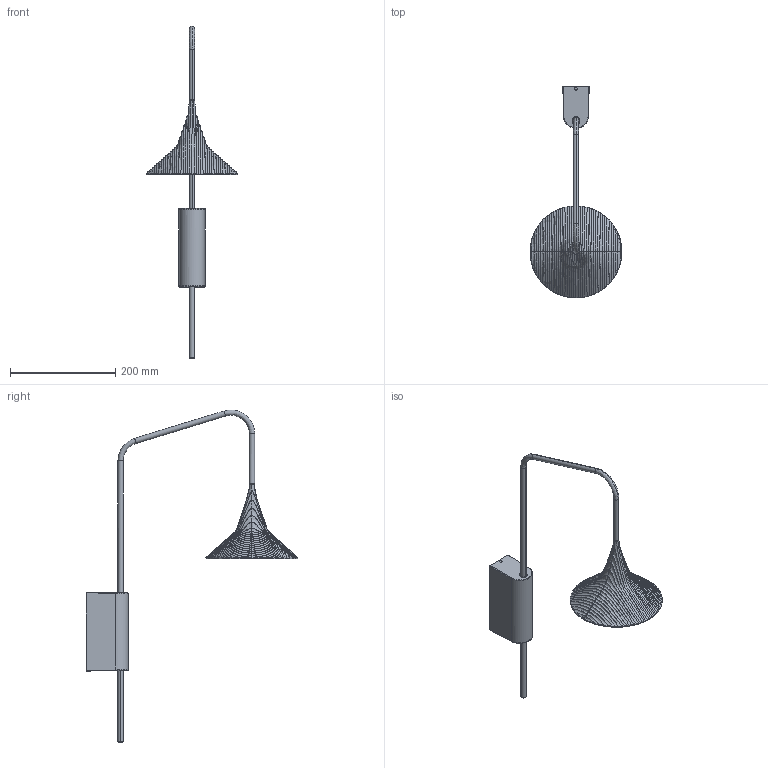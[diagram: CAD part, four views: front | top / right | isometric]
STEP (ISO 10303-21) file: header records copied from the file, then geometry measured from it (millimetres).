
FILE_DESCRIPTION(/* description */ (''),/* implementation_level */ '2;1');
FILE_NAME(/* name */ 'Unterlinden Wall',/* time_stamp */ '2024-07-05T15:06:35+02:00',/* author */ (''),/* organization */ (''),/* preprocessor_version */ 'ST-DEVELOPER v16.5',/* originating_system */ 'Rhino 7.37',/* authorisation */ '');
FILE_SCHEMA (('AUTOMOTIVE_DESIGN'));
Length unit declared in the file: millimetre
Products named in the file (1): Document
Bounding box: 175 x 403.2 x 631.94 mm (x, y, z)
Volume: 22231.1 mm3; surface area: 208575.6 mm2
Topology: 2 solids, 9 shells, 271 faces, 711 edges, 448 vertices
Faces by surface type: bspline 228, cylinder 27, plane 16
Entity records: 31354 total; most frequent: CARTESIAN_POINT 27318, ORIENTED_EDGE 1288, EDGE_CURVE 678, B_SPLINE_CURVE_WITH_KNOTS 516, VERTEX_POINT 421, EDGE_LOOP 259, ADVANCED_FACE 251, FACE_OUTER_BOUND 251
